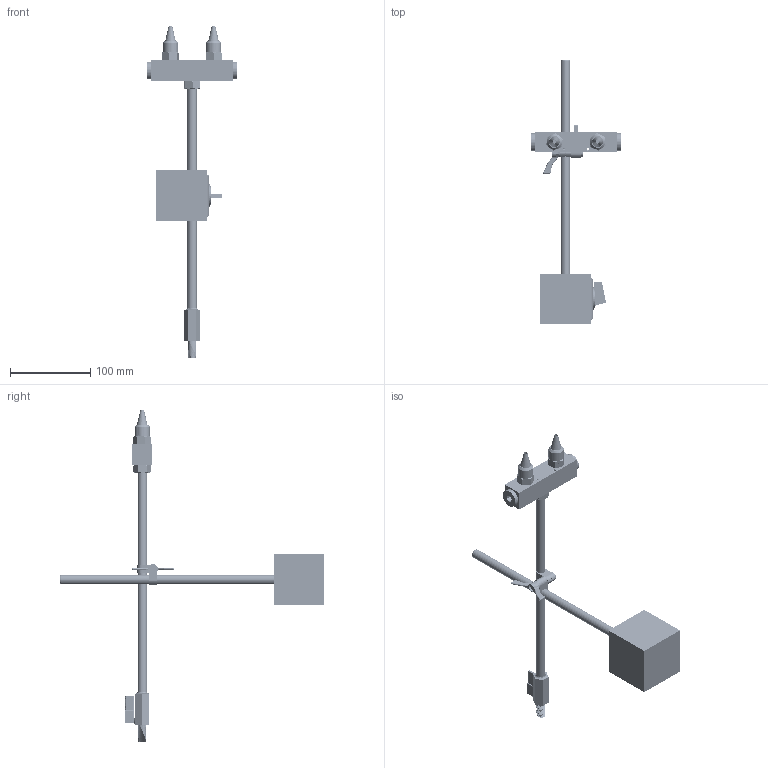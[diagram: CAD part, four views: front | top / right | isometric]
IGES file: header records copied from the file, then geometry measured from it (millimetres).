
Start section: SolidWorks IGES file using analytic representation for surfaces
Global section: file name: flexmount system+ dual nozzle.IGS; native system: SolidWorks 2020; preprocessor: SolidWorks 2020; author: andres; date: 230215.160945; units: inch
Bounding box: 111.6 x 329.08 x 413.13 mm (x, y, z)
Surface area: 103060.4 mm2 (no closed solid volume)
Topology: 0 solids, 0 shells, 1539 faces, 23733 edges, 23710 vertices
Faces by surface type: bspline 859, revolution 680
